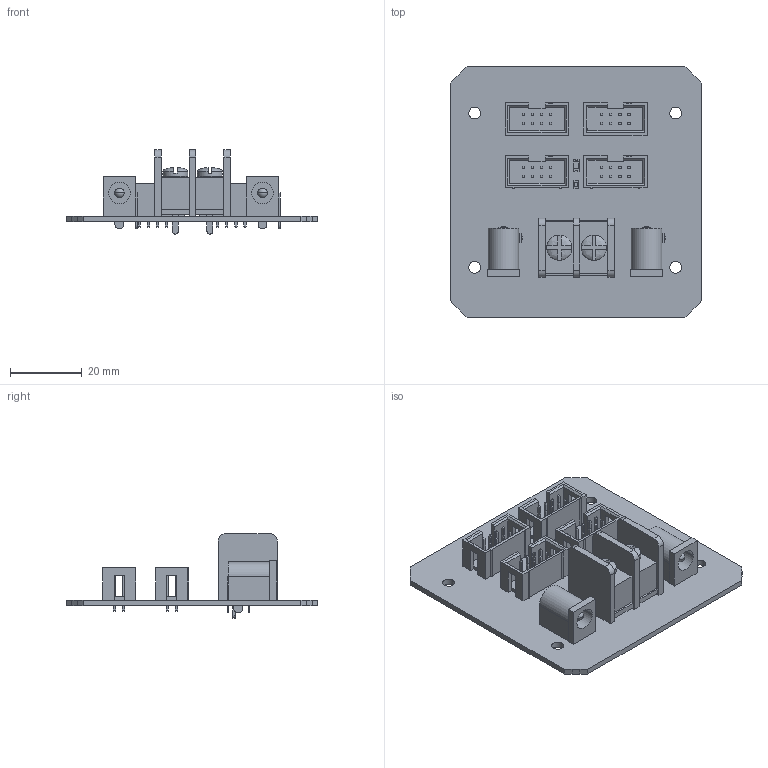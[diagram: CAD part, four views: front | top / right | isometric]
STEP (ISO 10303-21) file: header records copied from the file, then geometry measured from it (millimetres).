
FILE_DESCRIPTION(('Open CASCADE Model'),'2;1');
FILE_NAME('Open CASCADE Shape Model','2018-06-30T20:58:35',('Author'),( 'Open CASCADE'),'Open CASCADE STEP processor 6.8','Open CASCADE 6.8' ,'Unknown');
FILE_SCHEMA(('AUTOMOTIVE_DESIGN { 1 0 10303 214 1 1 1 1 }'));
Length unit declared in the file: millimetre
Products named in the file (1): PCB
Bounding box: 70 x 70 x 23.5 mm (x, y, z)
Volume: 7648.6 mm3; surface area: 20148.6 mm2
Topology: 5 solids, 819 shells, 1052 faces, 4539 edges, 4316 vertices
Faces by surface type: plane 937, cylinder 99, bspline 12, sphere 4
Full cylindrical faces by diameter (mm): 0.9 x32, 2 x2, 3.3 x4
Entity records: 53712 total; most frequent: CARTESIAN_POINT 10912, DIRECTION 6843, ORIENTED_EDGE 5150, EDGE_CURVE 4539, VERTEX_POINT 4316, LINE 4205, VECTOR 4205, AXIS2_PLACEMENT_3D 1319
